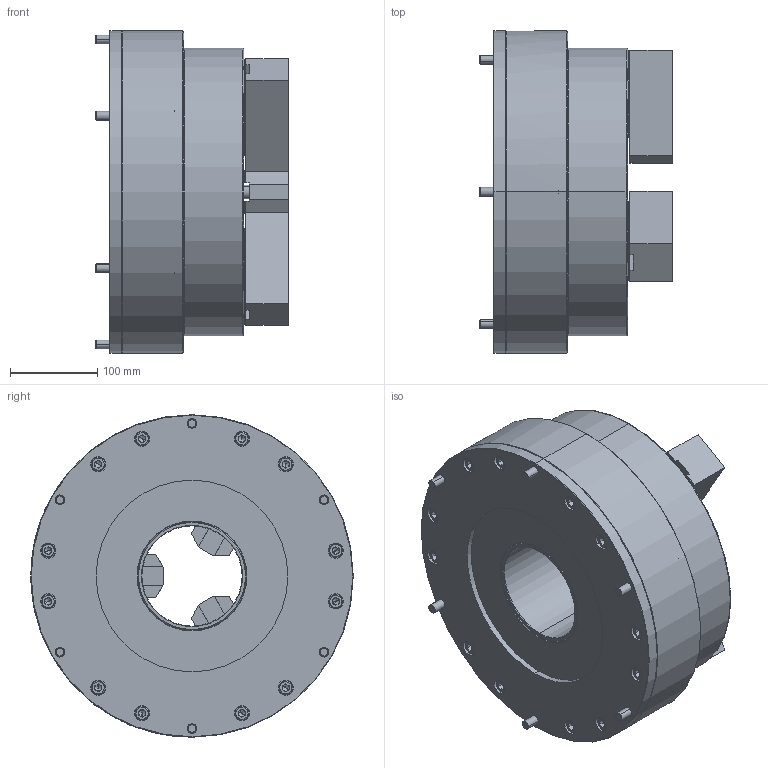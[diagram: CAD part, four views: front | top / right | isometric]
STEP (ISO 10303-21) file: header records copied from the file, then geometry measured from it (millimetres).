
FILE_DESCRIPTION (( 'STEP AP203' ), '1' );
FILE_NAME ('AP-115.STEP', '2016-12-15T05:48:50', ( 'temp' ), ( '' ), 'SwSTEP 2.0', 'SolidWorks 2016', '' );
FILE_SCHEMA (( 'CONFIG_CONTROL_DESIGN' ));
Length unit declared in the file: millimetre
Products named in the file (13): 零件2^AP-115; M10x90; AP-115; M5x10半圓頭; M10x20; AP-52 供氣螺帽; 供氣螺帽組; SJ-12H; AP-115 本體; 零件1^AP-115; AP-115 防塵套; M16x35; AP-115 法蘭蓋
Assembly tree (39 placements, depth 3):
  零件2^AP-115
  AP-115
    AP-115 本體
    AP-115 防塵套
    AP-115 法蘭蓋
    M10x90  x6
    M5x10半圓頭  x6
    M10x20  x12
    供氣螺帽組  x2
      AP-52 供氣螺帽
    SJ-12H  x3
    M16x35  x6
  零件1^AP-115
Bounding box: 221.25 x 370 x 370 mm (x, y, z)
Volume: 11512419.5 mm3; surface area: 999718.6 mm2
Topology: 38 solids, 38 shells, 2828 faces, 7586 edges, 4882 vertices
Faces by surface type: plane 1782, cylinder 768, cone 256, torus 18, sphere 4
Entity records: 34145 total; most frequent: CARTESIAN_POINT 6642, ORIENTED_EDGE 5412, DIRECTION 5146, EDGE_CURVE 2706, VECTOR 1798, LINE 1798, VERTEX_POINT 1770, AXIS2_PLACEMENT_3D 1674
